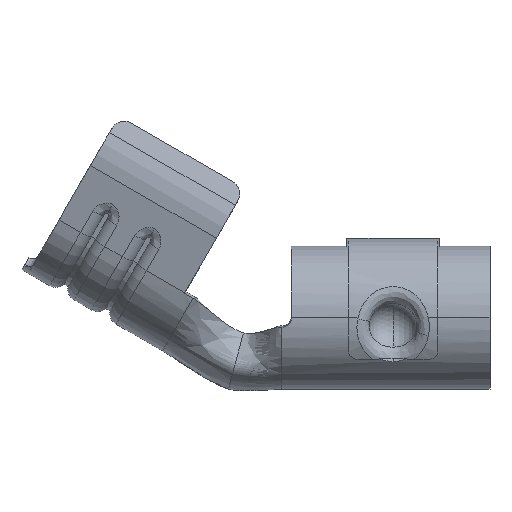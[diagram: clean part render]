
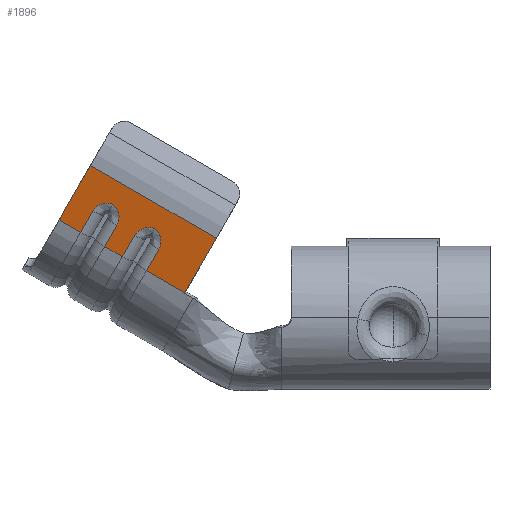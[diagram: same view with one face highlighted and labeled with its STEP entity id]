
A CAD part, top view. The second image highlights one B-rep face of the part: STEP entity #1896.
In plain terms, the highlighted planar face has unit normal (-0.103, -0.179, 0.978).
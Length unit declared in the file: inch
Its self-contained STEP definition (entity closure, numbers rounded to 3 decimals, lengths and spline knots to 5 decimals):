
#97 = CARTESIAN_POINT ( 'NONE',  ( -0.70823, 0.18654, 0.1731 ) ) ;
#266 = EDGE_CURVE ( 'NONE', #7241, #11197, #10805, .T. ) ;
#492 = DIRECTION ( 'NONE',  ( 0.489, 0.847, 0.207 ) ) ;
#608 = CARTESIAN_POINT ( 'NONE',  ( -0.69232, 0.18336, 0.1742 ) ) ;
#719 = PLANE ( 'NONE',  #12456 ) ;
#855 = ORIENTED_EDGE ( 'NONE', *, *, #7053, .T. ) ;
#991 = CARTESIAN_POINT ( 'NONE',  ( -0.56514, 0.16364, 0.18404 ) ) ;
#995 = B_SPLINE_CURVE_WITH_KNOTS ( 'NONE', 3,
 ( #9256, #13727, #3701, #8162, #12616, #2610 ),
 .UNSPECIFIED., .F., .F.,
 ( 4, 2, 4 ),
 ( 0.00007, 0.00069, 0.0013 ),
 .UNSPECIFIED. ) ;
#999 = ORIENTED_EDGE ( 'NONE', *, *, #2029, .T. ) ;
#1199 = CARTESIAN_POINT ( 'NONE',  ( -0.72911, 0.17589, 0.16894 ) ) ;
#1213 = VERTEX_POINT ( 'NONE', #12896 ) ;
#1490 = DIRECTION ( 'NONE',  ( -0.866, 0.5, 0. ) ) ;
#1592 = CARTESIAN_POINT ( 'NONE',  ( -0.63014, 0.05106, 0.15654 ) ) ;
#1732 = ORIENTED_EDGE ( 'NONE', *, *, #12573, .T. ) ;
#1766 = DIRECTION ( 'NONE',  ( -0.866, 0.5, 0. ) ) ;
#1803 = CARTESIAN_POINT ( 'NONE',  ( -0.79483, 0.23654, 0.1731 ) ) ;
#1896 = ADVANCED_FACE ( 'NONE', ( #10708 ), #719, .F. ) ;
#2029 = EDGE_CURVE ( 'NONE', #8378, #1213, #10983, .T. ) ;
#2123 = EDGE_CURVE ( 'NONE', #5826, #4125, #3311, .T. ) ;
#2610 = CARTESIAN_POINT ( 'NONE',  ( -0.77031, 0.19059, 0.16727 ) ) ;
#2660 = LINE ( 'NONE', #7114, #9608 ) ;
#2773 = CARTESIAN_POINT ( 'NONE',  ( -0.69232, 0.18336, 0.1742 ) ) ;
#2810 = VERTEX_POINT ( 'NONE', #3334 ) ;
#2882 = CARTESIAN_POINT ( 'NONE',  ( -0.81571, 0.22589, 0.16894 ) ) ;
#3019 = VERTEX_POINT ( 'NONE', #12612 ) ;
#3247 = CARTESIAN_POINT ( 'NONE',  ( -0.68371, 0.14059, 0.16727 ) ) ;
#3264 = CARTESIAN_POINT ( 'NONE',  ( -0.88995, 0.20106, 0.15654 ) ) ;
#3311 = LINE ( 'NONE', #7769, #6442 ) ;
#3334 = CARTESIAN_POINT ( 'NONE',  ( -0.84565, 0.17548, 0.15654 ) ) ;
#3448 = CARTESIAN_POINT ( 'NONE',  ( -0.77893, 0.23336, 0.1742 ) ) ;
#3472 = CARTESIAN_POINT ( 'NONE',  ( -0.73367, 0.16944, 0.16727 ) ) ;
#3701 = CARTESIAN_POINT ( 'NONE',  ( -0.7682, 0.22115, 0.17309 ) ) ;
#3714 = LINE ( 'NONE', #8176, #9831 ) ;
#3847 = VERTEX_POINT ( 'NONE', #7918 ) ;
#3949 = CARTESIAN_POINT ( 'NONE',  ( -0.67975, 0.14745, 0.16895 ) ) ;
#3966 = CARTESIAN_POINT ( 'NONE',  ( -0.79569, 0.14664, 0.15654 ) ) ;
#4014 = ORIENTED_EDGE ( 'NONE', *, *, #11438, .F. ) ;
#4125 = VERTEX_POINT ( 'NONE', #7085 ) ;
#4371 = ORIENTED_EDGE ( 'NONE', *, *, #9265, .F. ) ;
#4532 = CARTESIAN_POINT ( 'NONE',  ( -0.69984, 0.18632, 0.17394 ) ) ;
#4551 = ORIENTED_EDGE ( 'NONE', *, *, #8295, .T. ) ;
#5048 = CARTESIAN_POINT ( 'NONE',  ( -0.68602, 0.17835, 0.17395 ) ) ;
#5099 = CARTESIAN_POINT ( 'NONE',  ( -0.63014, 0.05106, 0.15654 ) ) ;
#5155 = CARTESIAN_POINT ( 'NONE',  ( -0.63014, 0.05106, 0.15654 ) ) ;
#5437 = DIRECTION ( 'NONE',  ( -0.866, 0.5, 0. ) ) ;
#5595 = ORIENTED_EDGE ( 'NONE', *, *, #7320, .F. ) ;
#5638 = CARTESIAN_POINT ( 'NONE',  ( -0.72303, 0.18083, 0.17049 ) ) ;
#5826 = VERTEX_POINT ( 'NONE', #3247 ) ;
#5882 = ORIENTED_EDGE ( 'NONE', *, *, #13092, .T. ) ;
#6031 = DIRECTION ( 'NONE',  ( -0.866, 0.5, 0. ) ) ;
#6034 = LINE ( 'NONE', #10483, #9908 ) ;
#6117 = VERTEX_POINT ( 'NONE', #8914 ) ;
#6186 = ORIENTED_EDGE ( 'NONE', *, *, #266, .T. ) ;
#6244 = CARTESIAN_POINT ( 'NONE',  ( -0.78644, 0.23632, 0.17394 ) ) ;
#6442 = VECTOR ( 'NONE', #12225, 39.37008 ) ;
#6729 = CARTESIAN_POINT ( 'NONE',  ( -0.73367, 0.16944, 0.16727 ) ) ;
#7017 = LINE ( 'NONE', #11470, #8495 ) ;
#7053 = EDGE_CURVE ( 'NONE', #7353, #5826, #13423, .T. ) ;
#7085 = CARTESIAN_POINT ( 'NONE',  ( -0.70908, 0.09664, 0.15654 ) ) ;
#7114 = CARTESIAN_POINT ( 'NONE',  ( -0.84565, 0.17548, 0.15654 ) ) ;
#7241 = VERTEX_POINT ( 'NONE', #13510 ) ;
#7305 = LINE ( 'NONE', #11761, #9442 ) ;
#7320 = EDGE_CURVE ( 'NONE', #8378, #11810, #3714, .T. ) ;
#7343 = CARTESIAN_POINT ( 'NONE',  ( -0.80963, 0.23083, 0.17049 ) ) ;
#7353 = VERTEX_POINT ( 'NONE', #2773 ) ;
#7719 = DIRECTION ( 'NONE',  ( -0.489, -0.847, -0.207 ) ) ;
#7745 = VERTEX_POINT ( 'NONE', #12542 ) ;
#7769 = CARTESIAN_POINT ( 'NONE',  ( -0.70908, 0.09664, 0.15654 ) ) ;
#7918 = CARTESIAN_POINT ( 'NONE',  ( -0.88995, 0.20106, 0.15654 ) ) ;
#8162 = CARTESIAN_POINT ( 'NONE',  ( -0.76506, 0.20565, 0.17059 ) ) ;
#8176 = CARTESIAN_POINT ( 'NONE',  ( -0.63014, 0.05106, 0.15654 ) ) ;
#8213 = LINE ( 'NONE', #1592, #10397 ) ;
#8295 = EDGE_CURVE ( 'NONE', #2810, #7241, #2660, .T. ) ;
#8354 = CARTESIAN_POINT ( 'NONE',  ( -0.56514, 0.16364, 0.18404 ) ) ;
#8378 = VERTEX_POINT ( 'NONE', #8354 ) ;
#8406 = CARTESIAN_POINT ( 'NONE',  ( -0.68371, 0.14059, 0.16727 ) ) ;
#8423 = DIRECTION ( 'NONE',  ( -0.489, -0.847, -0.207 ) ) ;
#8431 = CARTESIAN_POINT ( 'NONE',  ( -0.82028, 0.21944, 0.16727 ) ) ;
#8495 = VECTOR ( 'NONE', #1490, 39.37008 ) ;
#8807 = EDGE_CURVE ( 'NONE', #11197, #3019, #995, .T. ) ;
#8914 = CARTESIAN_POINT ( 'NONE',  ( -0.79569, 0.14664, 0.15654 ) ) ;
#8993 = CARTESIAN_POINT ( 'NONE',  ( -0.69232, 0.18336, 0.1742 ) ) ;
#9154 = ORIENTED_EDGE ( 'NONE', *, *, #8807, .T. ) ;
#9256 = CARTESIAN_POINT ( 'NONE',  ( -0.77893, 0.23336, 0.1742 ) ) ;
#9265 = EDGE_CURVE ( 'NONE', #2810, #3847, #8213, .T. ) ;
#9392 = VECTOR ( 'NONE', #7719, 39.37008 ) ;
#9442 = VECTOR ( 'NONE', #1766, 39.37008 ) ;
#9505 = CARTESIAN_POINT ( 'NONE',  ( -0.6816, 0.17115, 0.17309 ) ) ;
#9595 = ORIENTED_EDGE ( 'NONE', *, *, #2123, .T. ) ;
#9605 = DIRECTION ( 'NONE',  ( 0.103, 0.179, -0.978 ) ) ;
#9608 = VECTOR ( 'NONE', #11565, 39.37008 ) ;
#9831 = VECTOR ( 'NONE', #12630, 39.37008 ) ;
#9908 = VECTOR ( 'NONE', #492, 39.37008 ) ;
#10085 = CARTESIAN_POINT ( 'NONE',  ( -0.71945, 0.18279, 0.17122 ) ) ;
#10288 = VECTOR ( 'NONE', #8423, 39.37008 ) ;
#10397 = VECTOR ( 'NONE', #6031, 39.37008 ) ;
#10483 = CARTESIAN_POINT ( 'NONE',  ( -0.75905, 0.12548, 0.15654 ) ) ;
#10614 = EDGE_CURVE ( 'NONE', #11810, #4125, #7305, .T. ) ;
#10696 = CARTESIAN_POINT ( 'NONE',  ( -0.77893, 0.23336, 0.1742 ) ) ;
#10708 = FACE_OUTER_BOUND ( 'NONE', #11431, .T. ) ;
#10805 = B_SPLINE_CURVE_WITH_KNOTS ( 'NONE', 3,
 ( #8431, #12892, #2882, #7343, #11797, #1803, #6244, #10696 ),
 .UNSPECIFIED., .F., .F.,
 ( 4, 2, 2, 4 ),
 ( 0., 0.00031, 0.00061, 0.00123 ),
 .UNSPECIFIED. ) ;
#10912 = ORIENTED_EDGE ( 'NONE', *, *, #13682, .T. ) ;
#10983 = LINE ( 'NONE', #991, #12044 ) ;
#11110 = ORIENTED_EDGE ( 'NONE', *, *, #10614, .F. ) ;
#11182 = CARTESIAN_POINT ( 'NONE',  ( -0.7317, 0.17286, 0.16811 ) ) ;
#11197 = VERTEX_POINT ( 'NONE', #3448 ) ;
#11431 = EDGE_LOOP ( 'NONE', ( #855, #9595, #11110, #5595, #999, #5882, #4371, #4551, #6186, #9154, #1732, #4014, #13938, #10912 ) ) ;
#11438 = EDGE_CURVE ( 'NONE', #7745, #6117, #7017, .T. ) ;
#11470 = CARTESIAN_POINT ( 'NONE',  ( -0.63014, 0.05106, 0.15654 ) ) ;
#11565 = DIRECTION ( 'NONE',  ( 0.489, 0.847, 0.207 ) ) ;
#11761 = CARTESIAN_POINT ( 'NONE',  ( -0.63014, 0.05106, 0.15654 ) ) ;
#11797 = CARTESIAN_POINT ( 'NONE',  ( -0.80605, 0.23279, 0.17122 ) ) ;
#11810 = VERTEX_POINT ( 'NONE', #5099 ) ;
#11900 = B_SPLINE_CURVE_WITH_KNOTS ( 'NONE', 3,
 ( #6729, #11182, #1199, #5638, #10085, #97, #4532, #8993 ),
 .UNSPECIFIED., .F., .F.,
 ( 4, 2, 2, 4 ),
 ( 0., 0.00031, 0.00061, 0.00123 ),
 .UNSPECIFIED. ) ;
#12044 = VECTOR ( 'NONE', #5437, 39.37008 ) ;
#12151 = VERTEX_POINT ( 'NONE', #3472 ) ;
#12225 = DIRECTION ( 'NONE',  ( -0.489, -0.847, -0.207 ) ) ;
#12456 = AXIS2_PLACEMENT_3D ( 'NONE', #5155, #9605, #14076 ) ;
#12542 = CARTESIAN_POINT ( 'NONE',  ( -0.75905, 0.12548, 0.15654 ) ) ;
#12573 = EDGE_CURVE ( 'NONE', #3019, #6117, #13987, .T. ) ;
#12612 = CARTESIAN_POINT ( 'NONE',  ( -0.77031, 0.19059, 0.16727 ) ) ;
#12616 = CARTESIAN_POINT ( 'NONE',  ( -0.76635, 0.19745, 0.16895 ) ) ;
#12630 = DIRECTION ( 'NONE',  ( -0.489, -0.847, -0.207 ) ) ;
#12892 = CARTESIAN_POINT ( 'NONE',  ( -0.8183, 0.22286, 0.16811 ) ) ;
#12896 = CARTESIAN_POINT ( 'NONE',  ( -0.82495, 0.31364, 0.18404 ) ) ;
#13092 = EDGE_CURVE ( 'NONE', #1213, #3847, #13279, .T. ) ;
#13279 = LINE ( 'NONE', #3264, #9392 ) ;
#13307 = EDGE_CURVE ( 'NONE', #7745, #12151, #6034, .T. ) ;
#13423 = B_SPLINE_CURVE_WITH_KNOTS ( 'NONE', 3,
 ( #608, #5048, #9505, #13970, #3949, #8406 ),
 .UNSPECIFIED., .F., .F.,
 ( 4, 2, 4 ),
 ( 0.00007, 0.00069, 0.0013 ),
 .UNSPECIFIED. ) ;
#13510 = CARTESIAN_POINT ( 'NONE',  ( -0.82028, 0.21944, 0.16727 ) ) ;
#13682 = EDGE_CURVE ( 'NONE', #12151, #7353, #11900, .T. ) ;
#13727 = CARTESIAN_POINT ( 'NONE',  ( -0.77263, 0.22835, 0.17395 ) ) ;
#13938 = ORIENTED_EDGE ( 'NONE', *, *, #13307, .T. ) ;
#13970 = CARTESIAN_POINT ( 'NONE',  ( -0.67846, 0.15565, 0.17059 ) ) ;
#13987 = LINE ( 'NONE', #3966, #10288 ) ;
#14076 = DIRECTION ( 'NONE',  ( 0., 0.984, 0.18 ) ) ;
